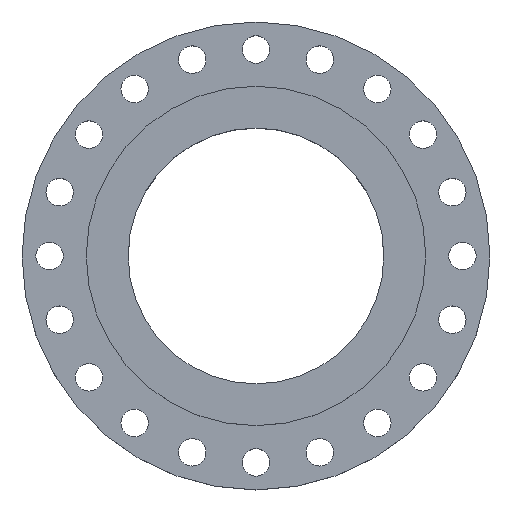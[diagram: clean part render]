
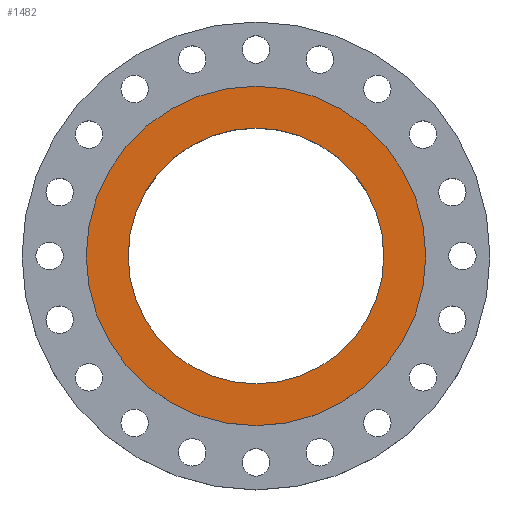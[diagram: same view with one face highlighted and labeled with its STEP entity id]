
A CAD part, top view. The second image highlights one B-rep face of the part: STEP entity #1482.
In plain terms, the highlighted planar face has unit normal (0, 0, 1).
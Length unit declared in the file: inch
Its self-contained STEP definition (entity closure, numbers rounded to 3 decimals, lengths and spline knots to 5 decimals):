
#101 = EDGE_LOOP ( 'NONE', ( #1021, #1500 ) ) ;
#103 = EDGE_LOOP ( 'NONE', ( #158, #1409 ) ) ;
#158 = ORIENTED_EDGE ( 'NONE', *, *, #346, .F. ) ;
#177 = CARTESIAN_POINT ( 'NONE',  ( 0., 0., 0. ) ) ;
#229 = DIRECTION ( 'NONE',  ( 0., 0., 1. ) ) ;
#243 = DIRECTION ( 'NONE',  ( 0., 0., 1. ) ) ;
#248 = DIRECTION ( 'NONE',  ( 1., 0., 0. ) ) ;
#302 = DIRECTION ( 'NONE',  ( 0., 0., 1. ) ) ;
#346 = EDGE_CURVE ( 'NONE', #680, #589, #1316, .T. ) ;
#441 = DIRECTION ( 'NONE',  ( 0., 0., -1. ) ) ;
#496 = CARTESIAN_POINT ( 'NONE',  ( -6.96875, 0., 0. ) ) ;
#525 = AXIS2_PLACEMENT_3D ( 'NONE', #1233, #302, #948 ) ;
#561 = AXIS2_PLACEMENT_3D ( 'NONE', #697, #243, #1984 ) ;
#589 = VERTEX_POINT ( 'NONE', #496 ) ;
#680 = VERTEX_POINT ( 'NONE', #1326 ) ;
#697 = CARTESIAN_POINT ( 'NONE',  ( 0., 0., 0. ) ) ;
#704 = CARTESIAN_POINT ( 'NONE',  ( 0., 0., 0. ) ) ;
#744 = FACE_OUTER_BOUND ( 'NONE', #101, .T. ) ;
#760 = CIRCLE ( 'NONE', #561, 6.96875 ) ;
#826 = CIRCLE ( 'NONE', #1100, 9.25 ) ;
#948 = DIRECTION ( 'NONE',  ( 1., 0., 0. ) ) ;
#1014 = CARTESIAN_POINT ( 'NONE',  ( 9.25, 0., 0. ) ) ;
#1021 = ORIENTED_EDGE ( 'NONE', *, *, #1392, .T. ) ;
#1057 = VERTEX_POINT ( 'NONE', #1014 ) ;
#1100 = AXIS2_PLACEMENT_3D ( 'NONE', #177, #1776, #1110 ) ;
#1110 = DIRECTION ( 'NONE',  ( 1., 0., 0. ) ) ;
#1117 = VERTEX_POINT ( 'NONE', #1590 ) ;
#1233 = CARTESIAN_POINT ( 'NONE',  ( 0., 0., 0. ) ) ;
#1316 = CIRCLE ( 'NONE', #525, 6.96875 ) ;
#1326 = CARTESIAN_POINT ( 'NONE',  ( 6.96875, 0., 0. ) ) ;
#1392 = EDGE_CURVE ( 'NONE', #1057, #1117, #826, .T. ) ;
#1409 = ORIENTED_EDGE ( 'NONE', *, *, #1701, .F. ) ;
#1428 = DIRECTION ( 'NONE',  ( -1., 0., 0. ) ) ;
#1482 = ADVANCED_FACE ( 'NONE', ( #2054, #744 ), #2040, .F. ) ;
#1500 = ORIENTED_EDGE ( 'NONE', *, *, #1940, .T. ) ;
#1524 = AXIS2_PLACEMENT_3D ( 'NONE', #704, #229, #248 ) ;
#1590 = CARTESIAN_POINT ( 'NONE',  ( -9.25, 0., 0. ) ) ;
#1596 = AXIS2_PLACEMENT_3D ( 'NONE', #1903, #441, #1428 ) ;
#1624 = CIRCLE ( 'NONE', #1524, 9.25 ) ;
#1701 = EDGE_CURVE ( 'NONE', #589, #680, #760, .T. ) ;
#1776 = DIRECTION ( 'NONE',  ( 0., 0., 1. ) ) ;
#1903 = CARTESIAN_POINT ( 'NONE',  ( 0., 6.96875, 0. ) ) ;
#1940 = EDGE_CURVE ( 'NONE', #1117, #1057, #1624, .T. ) ;
#1984 = DIRECTION ( 'NONE',  ( 1., 0., 0. ) ) ;
#2040 = PLANE ( 'NONE',  #1596 ) ;
#2054 = FACE_BOUND ( 'NONE', #103, .T. ) ;
